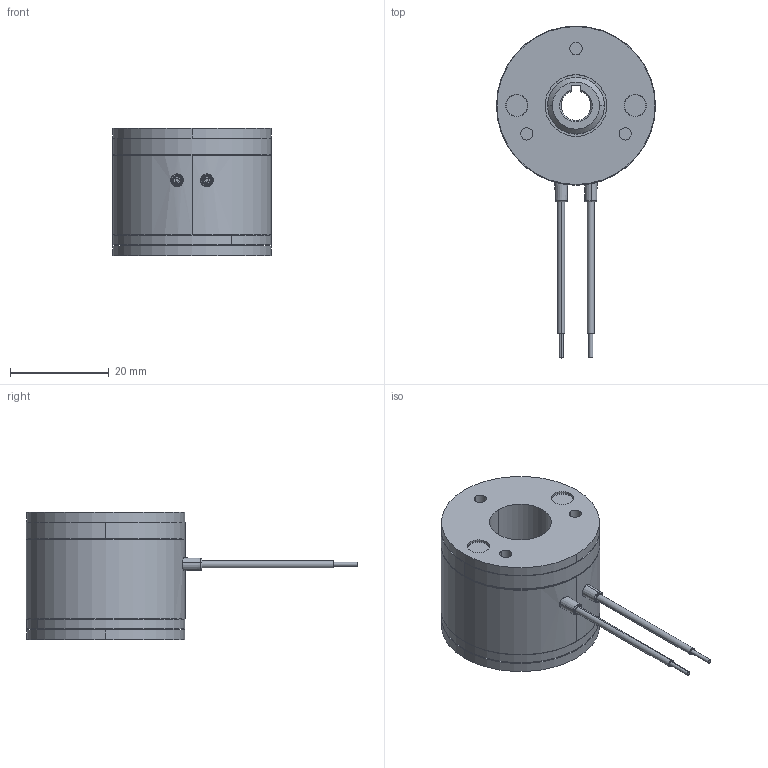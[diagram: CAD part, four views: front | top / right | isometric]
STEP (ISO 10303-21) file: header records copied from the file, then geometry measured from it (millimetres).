
FILE_DESCRIPTION (( 'STEP AP214' ), '1' );
FILE_NAME ('dr_bk_02P1-320_mu.STEP', '2021-11-12T12:37:07', ( '' ), ( '' ), 'SwSTEP 2.0', 'SolidWorks 2019', '' );
FILE_SCHEMA (( 'AUTOMOTIVE_DESIGN' ));
Length unit declared in the file: millimetre
Products named in the file (10): 10068959_000; 10068729_000_genietet (1,4 mm Kemml�nge �2,5); 10068727_000; 10069009_000; 10068729_000_genietet (1,35 mm Klemml�nge �2,5); 10069008_000; dr_bk_02P1-320_mu; 10069007_000; 10068730_000; 10068732_000_gespannt
Assembly tree (18 placements, depth 4):
  dr_bk_02P1-320_mu
    10068959_000
    10069007_000
      10068727_000
      10069008_000
        10069009_000
        10068730_000
        10068732_000_gespannt  x3
        10068729_000_genietet (1,35 mm Klemml�nge �2,5)  x3
      10068732_000_gespannt  x3
      10068729_000_genietet (1,4 mm Kemml�nge �2,5)  x3
Bounding box: 32.2 x 67.2 x 25.75 mm (x, y, z)
Volume: 18068.4 mm3; surface area: 10060.1 mm2
Topology: 18 solids, 18 shells, 323 faces, 708 edges, 430 vertices
Faces by surface type: cylinder 151, cone 82, plane 46, torus 32, sphere 12
Entity records: 7404 total; most frequent: DIRECTION 1198, CARTESIAN_POINT 1138, ORIENTED_EDGE 920, AXIS2_PLACEMENT_3D 518, EDGE_CURVE 460, CIRCLE 286, VERTEX_POINT 286, EDGE_LOOP 272
